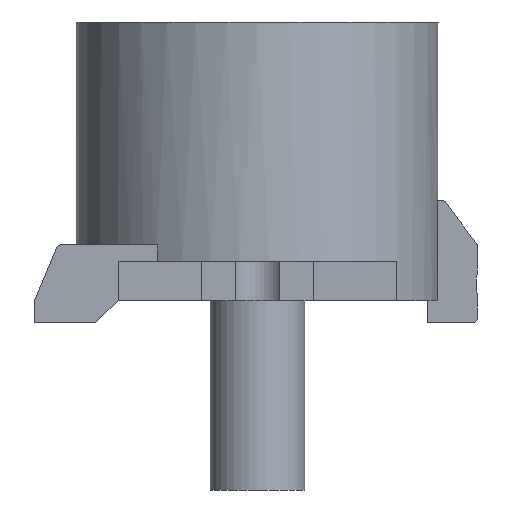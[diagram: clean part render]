
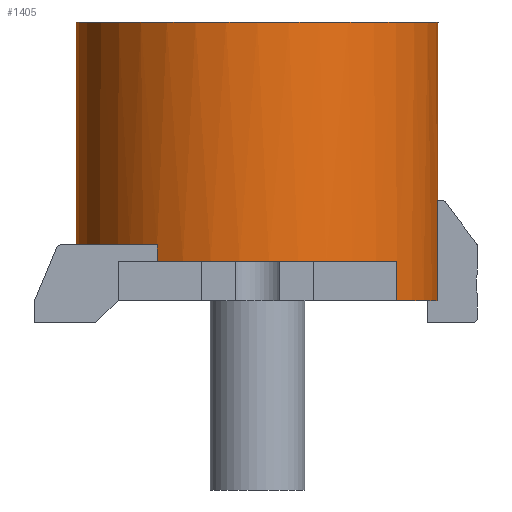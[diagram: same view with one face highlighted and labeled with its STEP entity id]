
A CAD part, left-side view. The second image highlights one B-rep face of the part: STEP entity #1405.
In plain terms, the highlighted cylindrical face has radius 3.25 mm (diameter 6.5 mm), a full revolution.
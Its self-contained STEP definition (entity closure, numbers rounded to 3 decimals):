
#1334 = EDGE_CURVE('',#1335,#1335,#1337,.T.);
#1335 = VERTEX_POINT('',#1336);
#1336 = CARTESIAN_POINT('',(3.25,0.,5.));
#1337 = CIRCLE('',#1338,3.25);
#1338 = AXIS2_PLACEMENT_3D('',#1339,#1340,#1341);
#1339 = CARTESIAN_POINT('',(0.,0.,5.));
#1340 = DIRECTION('',(0.,0.,-1.));
#1341 = DIRECTION('',(1.,0.,0.));
#1405 = ADVANCED_FACE('',(#1406),#1544,.T.);
#1406 = FACE_BOUND('',#1407,.F.);
#1407 = EDGE_LOOP('',(#1408,#1418,#1427,#1433,#1434,#1435,#1444,#1452,
    #1461,#1469,#1478,#1486,#1495,#1503,#1512,#1520,#1529,#1537));
#1408 = ORIENTED_EDGE('',*,*,#1409,.F.);
#1409 = EDGE_CURVE('',#1410,#1412,#1414,.T.);
#1410 = VERTEX_POINT('',#1411);
#1411 = CARTESIAN_POINT('',(2.077,2.5,0.7));
#1412 = VERTEX_POINT('',#1413);
#1413 = CARTESIAN_POINT('',(2.077,2.5,0.));
#1414 = LINE('',#1415,#1416);
#1415 = CARTESIAN_POINT('',(2.077,2.5,-7.5));
#1416 = VECTOR('',#1417,1.);
#1417 = DIRECTION('',(-0.,-0.,-1.));
#1418 = ORIENTED_EDGE('',*,*,#1419,.T.);
#1419 = EDGE_CURVE('',#1410,#1420,#1422,.T.);
#1420 = VERTEX_POINT('',#1421);
#1421 = CARTESIAN_POINT('',(3.25,0.,0.7));
#1422 = CIRCLE('',#1423,3.25);
#1423 = AXIS2_PLACEMENT_3D('',#1424,#1425,#1426);
#1424 = CARTESIAN_POINT('',(0.,0.,0.7));
#1425 = DIRECTION('',(0.,0.,-1.));
#1426 = DIRECTION('',(1.,0.,0.));
#1427 = ORIENTED_EDGE('',*,*,#1428,.T.);
#1428 = EDGE_CURVE('',#1420,#1335,#1429,.T.);
#1429 = LINE('',#1430,#1431);
#1430 = CARTESIAN_POINT('',(3.25,0.,-7.5));
#1431 = VECTOR('',#1432,1.);
#1432 = DIRECTION('',(0.,0.,1.));
#1433 = ORIENTED_EDGE('',*,*,#1334,.F.);
#1434 = ORIENTED_EDGE('',*,*,#1428,.F.);
#1435 = ORIENTED_EDGE('',*,*,#1436,.T.);
#1436 = EDGE_CURVE('',#1420,#1437,#1439,.T.);
#1437 = VERTEX_POINT('',#1438);
#1438 = CARTESIAN_POINT('',(2.077,-2.5,0.7));
#1439 = CIRCLE('',#1440,3.25);
#1440 = AXIS2_PLACEMENT_3D('',#1441,#1442,#1443);
#1441 = CARTESIAN_POINT('',(0.,0.,0.7));
#1442 = DIRECTION('',(0.,0.,-1.));
#1443 = DIRECTION('',(1.,0.,0.));
#1444 = ORIENTED_EDGE('',*,*,#1445,.T.);
#1445 = EDGE_CURVE('',#1437,#1446,#1448,.T.);
#1446 = VERTEX_POINT('',#1447);
#1447 = CARTESIAN_POINT('',(2.077,-2.5,0.));
#1448 = LINE('',#1449,#1450);
#1449 = CARTESIAN_POINT('',(2.077,-2.5,-7.5));
#1450 = VECTOR('',#1451,1.);
#1451 = DIRECTION('',(-0.,-0.,-1.));
#1452 = ORIENTED_EDGE('',*,*,#1453,.F.);
#1453 = EDGE_CURVE('',#1454,#1446,#1456,.T.);
#1454 = VERTEX_POINT('',#1455);
#1455 = CARTESIAN_POINT('',(0.4,-3.225,0.));
#1456 = CIRCLE('',#1457,3.25);
#1457 = AXIS2_PLACEMENT_3D('',#1458,#1459,#1460);
#1458 = CARTESIAN_POINT('',(0.,0.,0.));
#1459 = DIRECTION('',(0.,0.,1.));
#1460 = DIRECTION('',(1.,0.,0.));
#1461 = ORIENTED_EDGE('',*,*,#1462,.F.);
#1462 = EDGE_CURVE('',#1463,#1454,#1465,.T.);
#1463 = VERTEX_POINT('',#1464);
#1464 = CARTESIAN_POINT('',(0.4,-3.225,1.8));
#1465 = LINE('',#1466,#1467);
#1466 = CARTESIAN_POINT('',(0.4,-3.225,-7.5));
#1467 = VECTOR('',#1468,1.);
#1468 = DIRECTION('',(-0.,-0.,-1.));
#1469 = ORIENTED_EDGE('',*,*,#1470,.T.);
#1470 = EDGE_CURVE('',#1463,#1471,#1473,.T.);
#1471 = VERTEX_POINT('',#1472);
#1472 = CARTESIAN_POINT('',(-0.4,-3.225,1.8));
#1473 = CIRCLE('',#1474,3.25);
#1474 = AXIS2_PLACEMENT_3D('',#1475,#1476,#1477);
#1475 = CARTESIAN_POINT('',(0.,0.,1.8));
#1476 = DIRECTION('',(0.,0.,-1.));
#1477 = DIRECTION('',(1.,0.,0.));
#1478 = ORIENTED_EDGE('',*,*,#1479,.T.);
#1479 = EDGE_CURVE('',#1471,#1480,#1482,.T.);
#1480 = VERTEX_POINT('',#1481);
#1481 = CARTESIAN_POINT('',(-0.4,-3.225,0.));
#1482 = LINE('',#1483,#1484);
#1483 = CARTESIAN_POINT('',(-0.4,-3.225,-7.5));
#1484 = VECTOR('',#1485,1.);
#1485 = DIRECTION('',(-0.,-0.,-1.));
#1486 = ORIENTED_EDGE('',*,*,#1487,.F.);
#1487 = EDGE_CURVE('',#1488,#1480,#1490,.T.);
#1488 = VERTEX_POINT('',#1489);
#1489 = CARTESIAN_POINT('',(-2.077,-2.5,0.));
#1490 = CIRCLE('',#1491,3.25);
#1491 = AXIS2_PLACEMENT_3D('',#1492,#1493,#1494);
#1492 = CARTESIAN_POINT('',(0.,0.,0.));
#1493 = DIRECTION('',(0.,0.,1.));
#1494 = DIRECTION('',(1.,0.,0.));
#1495 = ORIENTED_EDGE('',*,*,#1496,.F.);
#1496 = EDGE_CURVE('',#1497,#1488,#1499,.T.);
#1497 = VERTEX_POINT('',#1498);
#1498 = CARTESIAN_POINT('',(-2.077,-2.5,0.7));
#1499 = LINE('',#1500,#1501);
#1500 = CARTESIAN_POINT('',(-2.077,-2.5,-7.5));
#1501 = VECTOR('',#1502,1.);
#1502 = DIRECTION('',(-0.,-0.,-1.));
#1503 = ORIENTED_EDGE('',*,*,#1504,.T.);
#1504 = EDGE_CURVE('',#1497,#1505,#1507,.T.);
#1505 = VERTEX_POINT('',#1506);
#1506 = CARTESIAN_POINT('',(-2.706,1.8,0.7));
#1507 = CIRCLE('',#1508,3.25);
#1508 = AXIS2_PLACEMENT_3D('',#1509,#1510,#1511);
#1509 = CARTESIAN_POINT('',(0.,0.,0.7));
#1510 = DIRECTION('',(0.,0.,-1.));
#1511 = DIRECTION('',(1.,0.,0.));
#1512 = ORIENTED_EDGE('',*,*,#1513,.F.);
#1513 = EDGE_CURVE('',#1514,#1505,#1516,.T.);
#1514 = VERTEX_POINT('',#1515);
#1515 = CARTESIAN_POINT('',(-2.706,1.8,1.));
#1516 = LINE('',#1517,#1518);
#1517 = CARTESIAN_POINT('',(-2.706,1.8,-7.5));
#1518 = VECTOR('',#1519,1.);
#1519 = DIRECTION('',(-0.,-0.,-1.));
#1520 = ORIENTED_EDGE('',*,*,#1521,.T.);
#1521 = EDGE_CURVE('',#1514,#1522,#1524,.T.);
#1522 = VERTEX_POINT('',#1523);
#1523 = CARTESIAN_POINT('',(-2.077,2.5,1.));
#1524 = CIRCLE('',#1525,3.25);
#1525 = AXIS2_PLACEMENT_3D('',#1526,#1527,#1528);
#1526 = CARTESIAN_POINT('',(0.,0.,1.));
#1527 = DIRECTION('',(0.,0.,-1.));
#1528 = DIRECTION('',(1.,0.,0.));
#1529 = ORIENTED_EDGE('',*,*,#1530,.T.);
#1530 = EDGE_CURVE('',#1522,#1531,#1533,.T.);
#1531 = VERTEX_POINT('',#1532);
#1532 = CARTESIAN_POINT('',(-2.077,2.5,0.));
#1533 = LINE('',#1534,#1535);
#1534 = CARTESIAN_POINT('',(-2.077,2.5,-7.5));
#1535 = VECTOR('',#1536,1.);
#1536 = DIRECTION('',(-0.,-0.,-1.));
#1537 = ORIENTED_EDGE('',*,*,#1538,.F.);
#1538 = EDGE_CURVE('',#1412,#1531,#1539,.T.);
#1539 = CIRCLE('',#1540,3.25);
#1540 = AXIS2_PLACEMENT_3D('',#1541,#1542,#1543);
#1541 = CARTESIAN_POINT('',(0.,0.,0.));
#1542 = DIRECTION('',(0.,0.,1.));
#1543 = DIRECTION('',(1.,0.,0.));
#1544 = CYLINDRICAL_SURFACE('',#1545,3.25);
#1545 = AXIS2_PLACEMENT_3D('',#1546,#1547,#1548);
#1546 = CARTESIAN_POINT('',(0.,0.,-7.5));
#1547 = DIRECTION('',(-0.,-0.,-1.));
#1548 = DIRECTION('',(1.,0.,0.));
